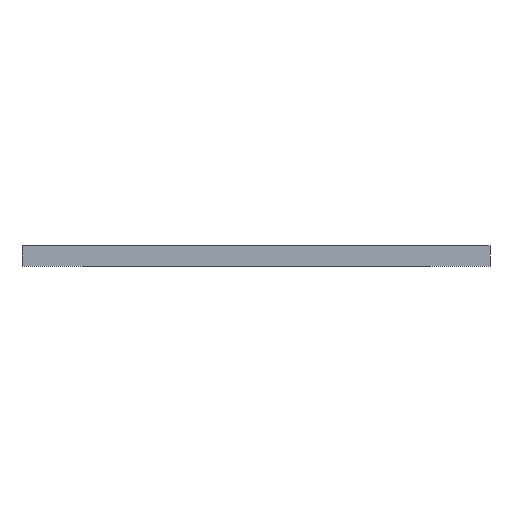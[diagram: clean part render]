
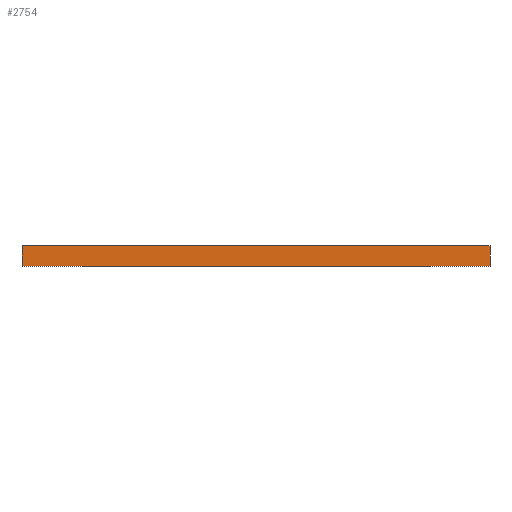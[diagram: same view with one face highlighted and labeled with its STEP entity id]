
A CAD part, front view. The second image highlights one B-rep face of the part: STEP entity #2754.
In plain terms, the highlighted planar face has unit normal (0, -1, 0).
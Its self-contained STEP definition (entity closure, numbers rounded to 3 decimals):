
#54 = VERTEX_POINT ( 'NONE', #3522 ) ;
#122 = CARTESIAN_POINT ( 'NONE',  ( 15., -22.5, -0.65 ) ) ;
#238 = DIRECTION ( 'NONE',  ( 1., 0., 0. ) ) ;
#288 = VECTOR ( 'NONE', #2053, 1000. ) ;
#341 = VECTOR ( 'NONE', #238, 1000. ) ;
#394 = PLANE ( 'NONE',  #3986 ) ;
#499 = LINE ( 'NONE', #2681, #288 ) ;
#563 = EDGE_CURVE ( 'NONE', #54, #2221, #499, .T. ) ;
#582 = CARTESIAN_POINT ( 'NONE',  ( -15., -22.5, 0.65 ) ) ;
#704 = EDGE_CURVE ( 'NONE', #2980, #2221, #2900, .T. ) ;
#809 = ORIENTED_EDGE ( 'NONE', *, *, #563, .F. ) ;
#990 = EDGE_CURVE ( 'NONE', #4012, #2980, #1318, .T. ) ;
#998 = CARTESIAN_POINT ( 'NONE',  ( -15., -22.5, -0.65 ) ) ;
#1038 = DIRECTION ( 'NONE',  ( -1., 0., 0. ) ) ;
#1318 = LINE ( 'NONE', #2994, #3757 ) ;
#1320 = CARTESIAN_POINT ( 'NONE',  ( 15., -22.5, -0.65 ) ) ;
#1558 = LINE ( 'NONE', #2112, #341 ) ;
#1651 = DIRECTION ( 'NONE',  ( 0., 1., 0. ) ) ;
#1684 = EDGE_CURVE ( 'NONE', #4012, #54, #1558, .T. ) ;
#1811 = EDGE_LOOP ( 'NONE', ( #2203, #809, #2908, #2229 ) ) ;
#2053 = DIRECTION ( 'NONE',  ( 0., 0., -1. ) ) ;
#2112 = CARTESIAN_POINT ( 'NONE',  ( 15., -22.5, 0.65 ) ) ;
#2198 = VECTOR ( 'NONE', #3238, 1000. ) ;
#2203 = ORIENTED_EDGE ( 'NONE', *, *, #704, .T. ) ;
#2221 = VERTEX_POINT ( 'NONE', #122 ) ;
#2229 = ORIENTED_EDGE ( 'NONE', *, *, #990, .T. ) ;
#2681 = CARTESIAN_POINT ( 'NONE',  ( 15., -22.5, 0.65 ) ) ;
#2754 = ADVANCED_FACE ( 'NONE', ( #4038 ), #394, .F. ) ;
#2900 = LINE ( 'NONE', #1320, #2198 ) ;
#2908 = ORIENTED_EDGE ( 'NONE', *, *, #1684, .F. ) ;
#2943 = CARTESIAN_POINT ( 'NONE',  ( 15., -22.5, 0.65 ) ) ;
#2980 = VERTEX_POINT ( 'NONE', #998 ) ;
#2994 = CARTESIAN_POINT ( 'NONE',  ( -15., -22.5, 0.65 ) ) ;
#3238 = DIRECTION ( 'NONE',  ( 1., 0., 0. ) ) ;
#3522 = CARTESIAN_POINT ( 'NONE',  ( 15., -22.5, 0.65 ) ) ;
#3757 = VECTOR ( 'NONE', #3939, 1000. ) ;
#3939 = DIRECTION ( 'NONE',  ( 0., 0., -1. ) ) ;
#3986 = AXIS2_PLACEMENT_3D ( 'NONE', #2943, #1651, #1038 ) ;
#4012 = VERTEX_POINT ( 'NONE', #582 ) ;
#4038 = FACE_OUTER_BOUND ( 'NONE', #1811, .T. ) ;
